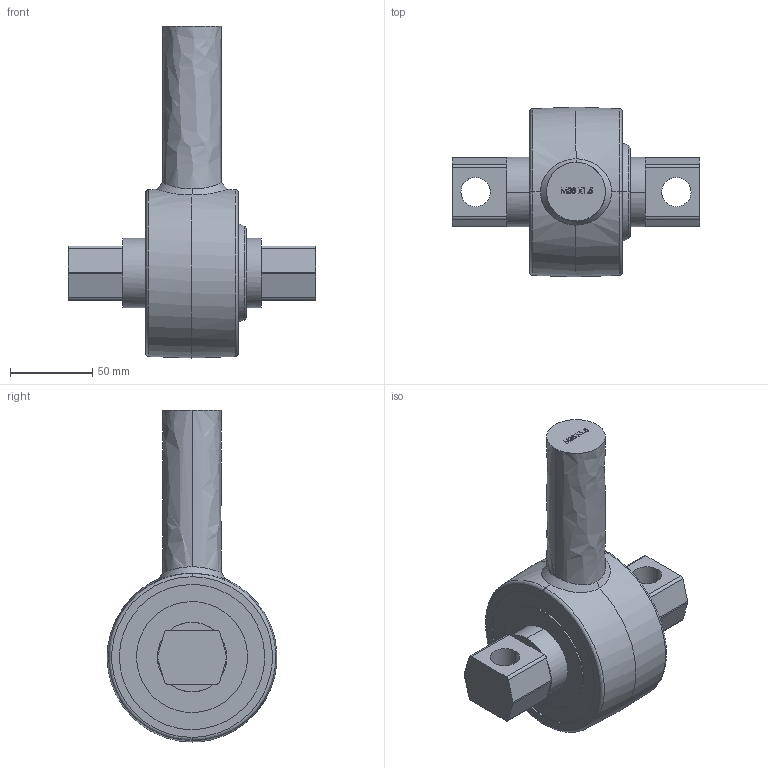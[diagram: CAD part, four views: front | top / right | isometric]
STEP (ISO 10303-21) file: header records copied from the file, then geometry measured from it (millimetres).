
FILE_DESCRIPTION(('FreeCAD Model'),'2;1');
FILE_NAME('Open CASCADE Shape Model','2025-05-04T00:08:35',('FreeCAD'),( 'FreeCAD'),'Open CASCADE STEP processor 7.6','FreeCAD','Unknown');
FILE_SCHEMA(('AUTOMOTIVE_DESIGN { 1 0 10303 214 1 1 1 1 }'));
Length unit declared in the file: millimetre
Products named in the file (1): Open CASCADE STEP translator 7.6 1
Bounding box: 149.79 x 102.89 x 201.28 mm (x, y, z)
Volume: 659088.1 mm3; surface area: 61137.8 mm2
Topology: 1 solids, 1 shells, 174 faces, 443 edges, 287 vertices
Faces by surface type: bspline 174
Entity records: 8522 total; most frequent: CARTESIAN_POINT 5848, ORIENTED_EDGE 886, EDGE_CURVE 443, B_SPLINE_CURVE_WITH_KNOTS 347, VERTEX_POINT 287, FACE_BOUND 194, EDGE_LOOP 194, ADVANCED_FACE 174
